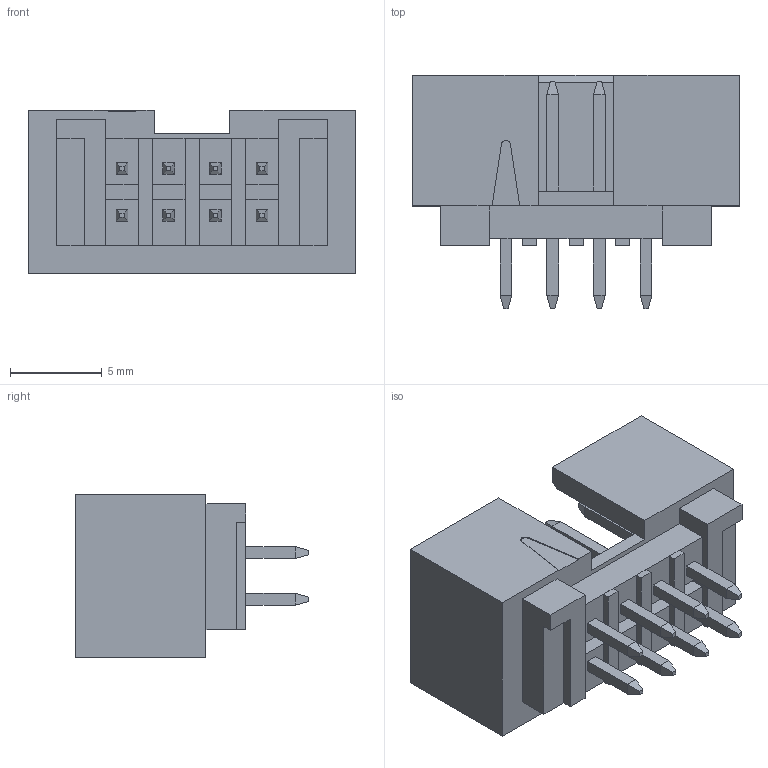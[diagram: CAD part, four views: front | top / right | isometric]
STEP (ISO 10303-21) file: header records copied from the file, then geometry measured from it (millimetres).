
FILE_DESCRIPTION(/* description */ ('STEP AP214'),/* implementation_level */ '2;1');
FILE_NAME(/* name */ '5fe7a67f6c4103118e4502b5',/* time_stamp */ '2020-12-26T21:09:19+00:00',/* author */ (''),/* organization */ (''),/* preprocessor_version */ 'ST-DEVELOPER v18.1',/* originating_system */ ' ',/* authorisation */ ' ');
FILE_SCHEMA (('AUTOMOTIVE_DESIGN {1 0 10303 214 3 1 1}'));
Length unit declared in the file: metre
Products named in the file (1): 702460801
Bounding box: 17.78 x 12.7 x 8.89 mm (x, y, z)
Volume: 666.2 mm3; surface area: 1237.1 mm2
Topology: 1 solids, 1 shells, 218 faces, 531 edges, 326 vertices
Faces by surface type: plane 213, cylinder 5
Entity records: 7208 total; most frequent: CARTESIAN_POINT 1076, ORIENTED_EDGE 1062, DIRECTION 983, EDGE_CURVE 531, LINE 517, VECTOR 517, VERTEX_POINT 326, EDGE_LOOP 235
